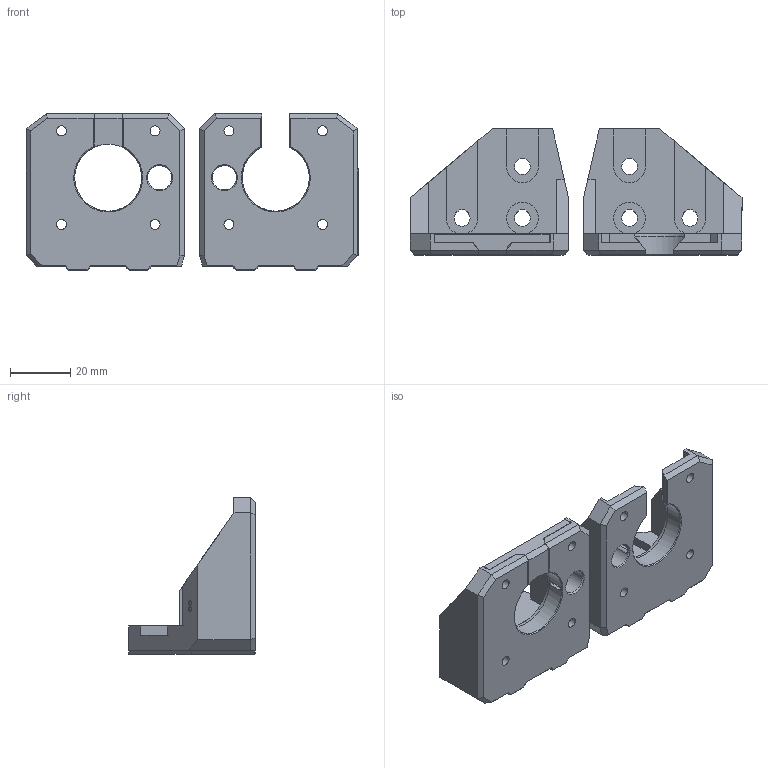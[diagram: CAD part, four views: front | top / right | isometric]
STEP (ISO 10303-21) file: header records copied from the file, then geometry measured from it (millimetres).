
FILE_DESCRIPTION(/* description */ (''),/* implementation_level */ '2;1');
FILE_NAME(/* name */ 'z_motor_mounts.step',/* time_stamp */ '2018-06-05T15:13:33+02:00',/* author */ ('gregsaun'),/* organization */ (''),/* preprocessor_version */ 'ST-DEVELOPER v17',/* originating_system */ 'Autodesk Translation Framework v7.1.0.215',/* authorisation */ '');
FILE_SCHEMA (('AUTOMOTIVE_DESIGN { 1 0 10303 214 3 1 1 }'));
Length unit declared in the file: millimetre
Products named in the file (5): z_motor_mount; z_motor_mount_front; z_motor_mounts; z_motor_mount(Mirror); z_motor_mount_1
Assembly tree (4 placements, depth 3):
  z_motor_mount
    z_motor_mount_front
    z_motor_mounts
      z_motor_mount(Mirror)
      z_motor_mount_1
Bounding box: 109.9 x 41.8 x 51.9 mm (x, y, z)
Volume: 56407.2 mm3; surface area: 24686.9 mm2
Topology: 3 solids, 39 shells, 479 faces, 1151 edges, 752 vertices
Faces by surface type: plane 429, cylinder 38, cone 12
Full cylindrical faces by diameter (mm): 1.5 x6, 3.3 x10, 8.03 x2, 10.5 x2
Entity records: 13844 total; most frequent: CARTESIAN_POINT 2449, ORIENTED_EDGE 2302, DIRECTION 2226, EDGE_CURVE 1151, LINE 1020, VECTOR 1020, VERTEX_POINT 752, AXIS2_PLACEMENT_3D 603
